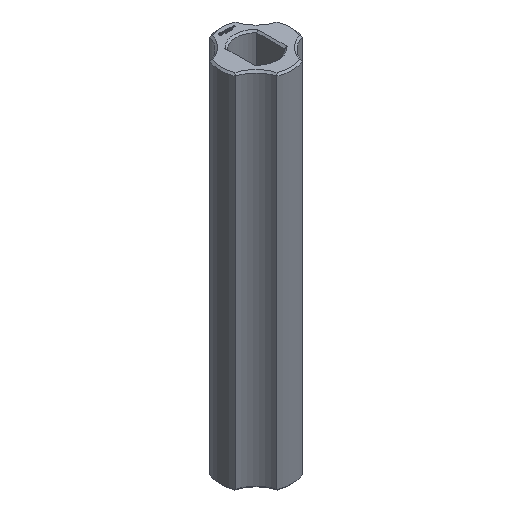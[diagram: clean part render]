
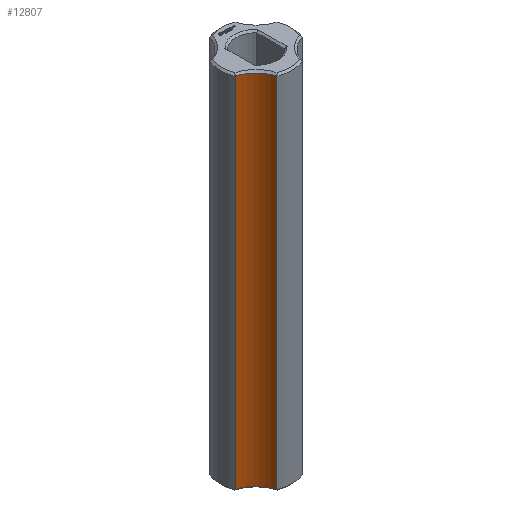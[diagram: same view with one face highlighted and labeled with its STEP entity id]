
A CAD part, isometric view. The second image highlights one B-rep face of the part: STEP entity #12807.
In plain terms, the highlighted cylindrical face has radius 5 mm (diameter 10 mm), a partial arc.
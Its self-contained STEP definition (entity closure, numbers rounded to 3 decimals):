
#189 = CYLINDRICAL_SURFACE('',#190,6.25);
#190 = AXIS2_PLACEMENT_3D('',#191,#192,#193);
#191 = CARTESIAN_POINT('',(0.,0.,0.));
#192 = DIRECTION('',(-0.,-0.,-1.));
#193 = DIRECTION('',(1.,0.,0.));
#625 = EDGE_CURVE('',#626,#628,#630,.T.);
#626 = VERTEX_POINT('',#627);
#627 = CARTESIAN_POINT('',(-2.225,-5.841,0.3));
#628 = VERTEX_POINT('',#629);
#629 = CARTESIAN_POINT('',(-2.225,-5.841,62.2));
#630 = SURFACE_CURVE('',#631,(#635,#642),.PCURVE_S1.);
#631 = LINE('',#632,#633);
#632 = CARTESIAN_POINT('',(-2.225,-5.841,0.));
#633 = VECTOR('',#634,1.);
#634 = DIRECTION('',(0.,0.,1.));
#635 = PCURVE('',#189,#636);
#636 = DEFINITIONAL_REPRESENTATION('',(#637),#641);
#637 = LINE('',#638,#639);
#638 = CARTESIAN_POINT('',(-4.348,0.));
#639 = VECTOR('',#640,1.);
#640 = DIRECTION('',(-0.,-1.));
#641 = ( GEOMETRIC_REPRESENTATION_CONTEXT(2) 
PARAMETRIC_REPRESENTATION_CONTEXT() REPRESENTATION_CONTEXT('2D SPACE',''
  ) );
#642 = PCURVE('',#643,#648);
#643 = CYLINDRICAL_SURFACE('',#644,5.);
#644 = AXIS2_PLACEMENT_3D('',#645,#646,#647);
#645 = CARTESIAN_POINT('',(-7.071,-7.071,0.));
#646 = DIRECTION('',(-0.,-0.,-1.));
#647 = DIRECTION('',(1.,0.,0.));
#648 = DEFINITIONAL_REPRESENTATION('',(#649),#653);
#649 = LINE('',#650,#651);
#650 = CARTESIAN_POINT('',(-0.249,0.));
#651 = VECTOR('',#652,1.);
#652 = DIRECTION('',(-0.,-1.));
#653 = ( GEOMETRIC_REPRESENTATION_CONTEXT(2) 
PARAMETRIC_REPRESENTATION_CONTEXT() REPRESENTATION_CONTEXT('2D SPACE',''
  ) );
#832 = CONICAL_SURFACE('',#833,5.,0.785);
#833 = AXIS2_PLACEMENT_3D('',#834,#835,#836);
#834 = CARTESIAN_POINT('',(-7.071,-7.071,0.3));
#835 = DIRECTION('',(-0.,-0.,-1.));
#836 = DIRECTION('',(0.969,0.246,0.));
#1149 = CONICAL_SURFACE('',#1150,5.,0.785);
#1150 = AXIS2_PLACEMENT_3D('',#1151,#1152,#1153);
#1151 = CARTESIAN_POINT('',(-7.071,-7.071,62.2));
#1152 = DIRECTION('',(0.,0.,1.));
#1153 = DIRECTION('',(0.969,0.246,0.));
#12807 = ADVANCED_FACE('',(#12808),#643,.F.);
#12808 = FACE_BOUND('',#12809,.T.);
#12809 = EDGE_LOOP('',(#12810,#12811,#12835,#12863));
#12810 = ORIENTED_EDGE('',*,*,#625,.T.);
#12811 = ORIENTED_EDGE('',*,*,#12812,.T.);
#12812 = EDGE_CURVE('',#628,#12813,#12815,.T.);
#12813 = VERTEX_POINT('',#12814);
#12814 = CARTESIAN_POINT('',(-5.841,-2.225,62.2));
#12815 = SURFACE_CURVE('',#12816,(#12821,#12828),.PCURVE_S1.);
#12816 = CIRCLE('',#12817,5.);
#12817 = AXIS2_PLACEMENT_3D('',#12818,#12819,#12820);
#12818 = CARTESIAN_POINT('',(-7.071,-7.071,62.2));
#12819 = DIRECTION('',(0.,-0.,1.));
#12820 = DIRECTION('',(0.969,0.246,0.));
#12821 = PCURVE('',#643,#12822);
#12822 = DEFINITIONAL_REPRESENTATION('',(#12823),#12827);
#12823 = LINE('',#12824,#12825);
#12824 = CARTESIAN_POINT('',(-0.249,-62.2));
#12825 = VECTOR('',#12826,1.);
#12826 = DIRECTION('',(-1.,0.));
#12827 = ( GEOMETRIC_REPRESENTATION_CONTEXT(2) 
PARAMETRIC_REPRESENTATION_CONTEXT() REPRESENTATION_CONTEXT('2D SPACE',''
  ) );
#12828 = PCURVE('',#1149,#12829);
#12829 = DEFINITIONAL_REPRESENTATION('',(#12830),#12834);
#12830 = LINE('',#12831,#12832);
#12831 = CARTESIAN_POINT('',(0.,0.));
#12832 = VECTOR('',#12833,1.);
#12833 = DIRECTION('',(1.,0.));
#12834 = ( GEOMETRIC_REPRESENTATION_CONTEXT(2) 
PARAMETRIC_REPRESENTATION_CONTEXT() REPRESENTATION_CONTEXT('2D SPACE',''
  ) );
#12835 = ORIENTED_EDGE('',*,*,#12836,.F.);
#12836 = EDGE_CURVE('',#12837,#12813,#12839,.T.);
#12837 = VERTEX_POINT('',#12838);
#12838 = CARTESIAN_POINT('',(-5.841,-2.225,0.3));
#12839 = SURFACE_CURVE('',#12840,(#12844,#12851),.PCURVE_S1.);
#12840 = LINE('',#12841,#12842);
#12841 = CARTESIAN_POINT('',(-5.841,-2.225,0.));
#12842 = VECTOR('',#12843,1.);
#12843 = DIRECTION('',(0.,0.,1.));
#12844 = PCURVE('',#643,#12845);
#12845 = DEFINITIONAL_REPRESENTATION('',(#12846),#12850);
#12846 = LINE('',#12847,#12848);
#12847 = CARTESIAN_POINT('',(-1.322,0.));
#12848 = VECTOR('',#12849,1.);
#12849 = DIRECTION('',(-0.,-1.));
#12850 = ( GEOMETRIC_REPRESENTATION_CONTEXT(2) 
PARAMETRIC_REPRESENTATION_CONTEXT() REPRESENTATION_CONTEXT('2D SPACE',''
  ) );
#12851 = PCURVE('',#12852,#12857);
#12852 = CYLINDRICAL_SURFACE('',#12853,6.25);
#12853 = AXIS2_PLACEMENT_3D('',#12854,#12855,#12856);
#12854 = CARTESIAN_POINT('',(0.,0.,0.));
#12855 = DIRECTION('',(-0.,-0.,-1.));
#12856 = DIRECTION('',(1.,0.,0.));
#12857 = DEFINITIONAL_REPRESENTATION('',(#12858),#12862);
#12858 = LINE('',#12859,#12860);
#12859 = CARTESIAN_POINT('',(-3.506,0.));
#12860 = VECTOR('',#12861,1.);
#12861 = DIRECTION('',(-0.,-1.));
#12862 = ( GEOMETRIC_REPRESENTATION_CONTEXT(2) 
PARAMETRIC_REPRESENTATION_CONTEXT() REPRESENTATION_CONTEXT('2D SPACE',''
  ) );
#12863 = ORIENTED_EDGE('',*,*,#12864,.F.);
#12864 = EDGE_CURVE('',#626,#12837,#12865,.T.);
#12865 = SURFACE_CURVE('',#12866,(#12871,#12878),.PCURVE_S1.);
#12866 = CIRCLE('',#12867,5.);
#12867 = AXIS2_PLACEMENT_3D('',#12868,#12869,#12870);
#12868 = CARTESIAN_POINT('',(-7.071,-7.071,0.3));
#12869 = DIRECTION('',(0.,-0.,1.));
#12870 = DIRECTION('',(0.969,0.246,0.));
#12871 = PCURVE('',#643,#12872);
#12872 = DEFINITIONAL_REPRESENTATION('',(#12873),#12877);
#12873 = LINE('',#12874,#12875);
#12874 = CARTESIAN_POINT('',(-0.249,-0.3));
#12875 = VECTOR('',#12876,1.);
#12876 = DIRECTION('',(-1.,0.));
#12877 = ( GEOMETRIC_REPRESENTATION_CONTEXT(2) 
PARAMETRIC_REPRESENTATION_CONTEXT() REPRESENTATION_CONTEXT('2D SPACE',''
  ) );
#12878 = PCURVE('',#832,#12879);
#12879 = DEFINITIONAL_REPRESENTATION('',(#12880),#12884);
#12880 = LINE('',#12881,#12882);
#12881 = CARTESIAN_POINT('',(-0.,0.));
#12882 = VECTOR('',#12883,1.);
#12883 = DIRECTION('',(-1.,0.));
#12884 = ( GEOMETRIC_REPRESENTATION_CONTEXT(2) 
PARAMETRIC_REPRESENTATION_CONTEXT() REPRESENTATION_CONTEXT('2D SPACE',''
  ) );
